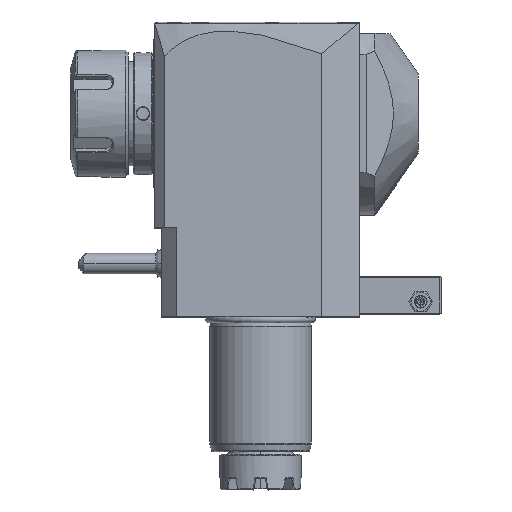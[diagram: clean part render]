
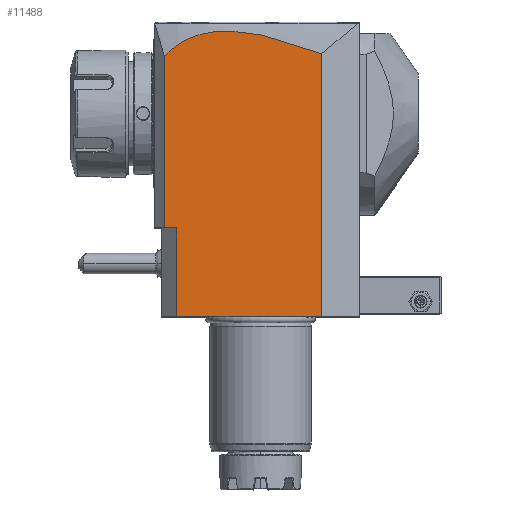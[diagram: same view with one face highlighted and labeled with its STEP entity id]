
A CAD part, top view. The second image highlights one B-rep face of the part: STEP entity #11488.
In plain terms, the highlighted planar face has unit normal (0, 0, 1).
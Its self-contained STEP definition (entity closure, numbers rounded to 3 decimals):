
#29=DIRECTION('',(-1.,0.,0.));
#30=VECTOR('',#29,57.);
#31=CARTESIAN_POINT('',(24.,0.,37.5));
#32=LINE('',#31,#30);
#261=DIRECTION('',(0.,-1.,0.));
#262=VECTOR('',#261,35.);
#263=CARTESIAN_POINT('',(-33.,35.,37.5));
#264=LINE('',#263,#262);
#269=DIRECTION('',(0.,-1.,0.));
#270=VECTOR('',#269,103.515);
#271=CARTESIAN_POINT('',(24.,103.515,37.5));
#272=LINE('',#271,#270);
#273=DIRECTION('',(0.,-1.,0.));
#274=VECTOR('',#273,67.483);
#275=CARTESIAN_POINT('',(-37.8,102.483,37.5));
#276=LINE('',#275,#274);
#277=CARTESIAN_POINT('',(24.,103.515,37.5));
#278=CARTESIAN_POINT('',(22.795,103.989,37.5));
#279=CARTESIAN_POINT('',(20.439,104.891,37.5));
#280=CARTESIAN_POINT('',(17.063,106.113,37.5));
#281=CARTESIAN_POINT('',(13.851,107.207,37.5));
#282=CARTESIAN_POINT('',(10.804,108.176,37.5));
#283=CARTESIAN_POINT('',(7.926,109.023,37.5));
#284=CARTESIAN_POINT('',(5.225,109.752,37.5));
#285=CARTESIAN_POINT('',(2.696,110.371,37.5));
#286=CARTESIAN_POINT('',(0.331,110.89,37.5));
#287=CARTESIAN_POINT('',(-1.876,111.316,37.5));
#288=CARTESIAN_POINT('',(-3.938,111.66,37.5));
#289=CARTESIAN_POINT('',(-5.868,111.93,37.5));
#290=CARTESIAN_POINT('',(-7.681,112.135,37.5));
#291=CARTESIAN_POINT('',(-9.394,112.282,37.5));
#292=CARTESIAN_POINT('',(-11.016,112.375,37.5));
#293=CARTESIAN_POINT('',(-12.554,112.42,37.5));
#294=CARTESIAN_POINT('',(-14.015,112.421,37.5));
#295=CARTESIAN_POINT('',(-15.406,112.38,37.5));
#296=CARTESIAN_POINT('',(-16.734,112.301,37.5));
#297=CARTESIAN_POINT('',(-18.002,112.188,37.5));
#298=CARTESIAN_POINT('',(-19.217,112.041,37.5));
#299=CARTESIAN_POINT('',(-20.381,111.863,37.5));
#300=CARTESIAN_POINT('',(-21.501,111.655,37.5));
#301=CARTESIAN_POINT('',(-22.579,111.419,37.5));
#302=CARTESIAN_POINT('',(-23.62,111.156,37.5));
#303=CARTESIAN_POINT('',(-24.626,110.867,37.5));
#304=CARTESIAN_POINT('',(-25.599,110.552,37.5));
#305=CARTESIAN_POINT('',(-26.544,110.211,37.5));
#306=CARTESIAN_POINT('',(-27.462,109.844,37.5));
#307=CARTESIAN_POINT('',(-28.356,109.453,37.5));
#308=CARTESIAN_POINT('',(-29.227,109.035,37.5));
#309=CARTESIAN_POINT('',(-30.078,108.592,37.5));
#310=CARTESIAN_POINT('',(-30.91,108.122,37.5));
#311=CARTESIAN_POINT('',(-31.726,107.624,37.5));
#312=CARTESIAN_POINT('',(-32.525,107.098,37.5));
#313=CARTESIAN_POINT('',(-33.311,106.542,37.5));
#314=CARTESIAN_POINT('',(-34.084,105.956,37.5));
#315=CARTESIAN_POINT('',(-34.846,105.336,37.5));
#316=CARTESIAN_POINT('',(-35.598,104.682,37.5));
#317=CARTESIAN_POINT('',(-36.34,103.991,37.5));
#318=CARTESIAN_POINT('',(-37.074,103.261,37.5));
#319=CARTESIAN_POINT('',(-37.559,102.747,37.5));
#320=CARTESIAN_POINT('',(-37.8,102.483,37.5));
#326=DIRECTION('',(1.,0.,0.));
#327=VECTOR('',#326,4.8);
#328=CARTESIAN_POINT('',(-37.8,35.,37.5));
#329=LINE('',#328,#327);
#10740=CARTESIAN_POINT('',(-37.8,102.483,37.5));
#10741=CARTESIAN_POINT('',(-37.8,35.,37.5));
#10742=VERTEX_POINT('',#10740);
#10743=VERTEX_POINT('',#10741);
#10769=VERTEX_POINT('',#277);
#10798=CARTESIAN_POINT('',(-33.,35.,37.5));
#10799=VERTEX_POINT('',#10798);
#11098=CARTESIAN_POINT('',(24.,0.,37.5));
#11100=VERTEX_POINT('',#11098);
#11101=CARTESIAN_POINT('',(-33.,0.,37.5));
#11102=VERTEX_POINT('',#11101);
#11472=CARTESIAN_POINT('',(-39.202,35.,37.5));
#11473=DIRECTION('',(0.,0.,1.));
#11474=DIRECTION('',(1.,0.,0.));
#11475=AXIS2_PLACEMENT_3D('',#11472,#11473,#11474);
#11476=PLANE('',#11475);
#11477=ORIENTED_EDGE('',*,*,#11305,.T.);
#11478=ORIENTED_EDGE('',*,*,#11280,.T.);
#11479=ORIENTED_EDGE('',*,*,#11463,.F.);
#11481=ORIENTED_EDGE('',*,*,#11480,.F.);
#11483=ORIENTED_EDGE('',*,*,#11482,.F.);
#11485=ORIENTED_EDGE('',*,*,#11484,.F.);
#11486=EDGE_LOOP('',(#11477,#11478,#11479,#11481,#11483,#11485));
#11487=FACE_OUTER_BOUND('',#11486,.F.);
#321=B_SPLINE_CURVE_WITH_KNOTS('',3,(#277,#278,#279,#280,#281,#282,#283,#284,
#285,#286,#287,#288,#289,#290,#291,#292,#293,#294,#295,#296,#297,#298,#299,#300,
#301,#302,#303,#304,#305,#306,#307,#308,#309,#310,#311,#312,#313,#314,#315,#316,
#317,#318,#319,#320),.UNSPECIFIED.,.F.,.F.,(4,1,1,1,1,1,1,1,1,1,1,1,1,1,1,1,1,1,
1,1,1,1,1,1,1,1,1,1,1,1,1,1,1,1,1,1,1,1,1,1,1,4),(0.,0.024,
0.049,0.073,0.098,0.122,
0.146,0.171,0.195,0.22,
0.244,0.268,0.293,0.317,
0.341,0.366,0.39,0.415,
0.439,0.463,0.488,0.512,
0.537,0.561,0.585,0.61,
0.634,0.659,0.683,0.707,
0.732,0.756,0.78,0.805,
0.829,0.854,0.878,0.902,
0.927,0.951,0.976,1.),.UNSPECIFIED.);
#11280=EDGE_CURVE('',#11100,#11102,#32,.T.);
#11305=EDGE_CURVE('',#10769,#11100,#272,.T.);
#11463=EDGE_CURVE('',#10799,#11102,#264,.T.);
#11480=EDGE_CURVE('',#10743,#10799,#329,.T.);
#11482=EDGE_CURVE('',#10742,#10743,#276,.T.);
#11484=EDGE_CURVE('',#10769,#10742,#321,.T.);
#11488=ADVANCED_FACE('',(#11487),#11476,.T.);
